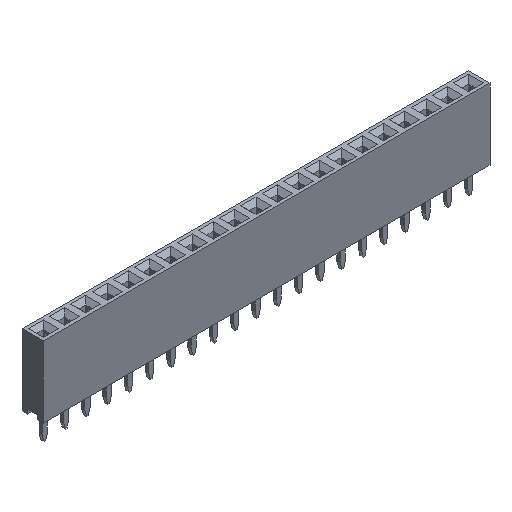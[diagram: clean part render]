
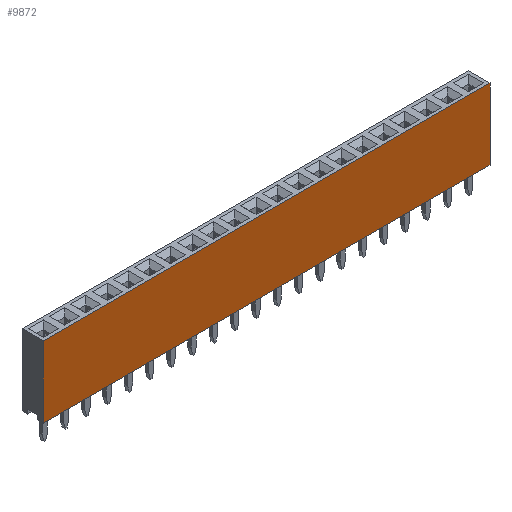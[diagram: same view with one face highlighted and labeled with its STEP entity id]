
A CAD part, isometric view. The second image highlights one B-rep face of the part: STEP entity #9872.
In plain terms, the highlighted planar face has unit normal (0, -1, 0).
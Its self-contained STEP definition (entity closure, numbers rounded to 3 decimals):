
#9872=ADVANCED_FACE('',(#18070),#18072,.T.);
#18070=FACE_BOUND('',#18071,.T.);
#18071=EDGE_LOOP('',(#24441,#24442,#24443,#24444));
#18072=PLANE('',#18073);
#18073=AXIS2_PLACEMENT_3D('',#18074,#18075,#18076);
#18074=CARTESIAN_POINT('',(-1.27,-1.27,0.));
#18075=DIRECTION('',(0.,-1.,0.));
#18076=DIRECTION('',(1.,0.,0.));
#24441=ORIENTED_EDGE('',*,*,#27727,.T.);
#24442=ORIENTED_EDGE('',*,*,#27490,.T.);
#24443=ORIENTED_EDGE('',*,*,#27683,.F.);
#24444=ORIENTED_EDGE('',*,*,#27479,.F.);
#27479=EDGE_CURVE('',#32463,#32465,#32466,.T.);
#27490=EDGE_CURVE('',#32485,#32483,#32486,.T.);
#27683=EDGE_CURVE('',#32465,#32483,#32703,.T.);
#27727=EDGE_CURVE('',#32463,#32485,#32751,.T.);
#32463=VERTEX_POINT('',#43449);
#32465=VERTEX_POINT('',#43453);
#32466=LINE('',#43454,#43455);
#32483=VERTEX_POINT('',#43491);
#32485=VERTEX_POINT('',#43495);
#32486=LINE('',#43496,#43497);
#32703=LINE('',#44103,#44104);
#32751=LINE('',#44239,#44240);
#43449=CARTESIAN_POINT('',(-1.27,-1.27,0.));
#43453=CARTESIAN_POINT('',(-1.27,-1.27,8.5));
#43454=CARTESIAN_POINT('',(-1.27,-1.27,0.));
#43455=VECTOR('',#43456,1.);
#43456=DIRECTION('',(0.,0.,1.));
#43491=CARTESIAN_POINT('',(52.07,-1.27,8.5));
#43495=CARTESIAN_POINT('',(52.07,-1.27,0.));
#43496=CARTESIAN_POINT('',(52.07,-1.27,0.));
#43497=VECTOR('',#43498,1.);
#43498=DIRECTION('',(0.,0.,1.));
#44103=CARTESIAN_POINT('',(-1.27,-1.27,8.5));
#44104=VECTOR('',#44105,1.);
#44105=DIRECTION('',(1.,0.,0.));
#44239=CARTESIAN_POINT('',(-1.27,-1.27,0.));
#44240=VECTOR('',#44241,1.);
#44241=DIRECTION('',(1.,0.,0.));
